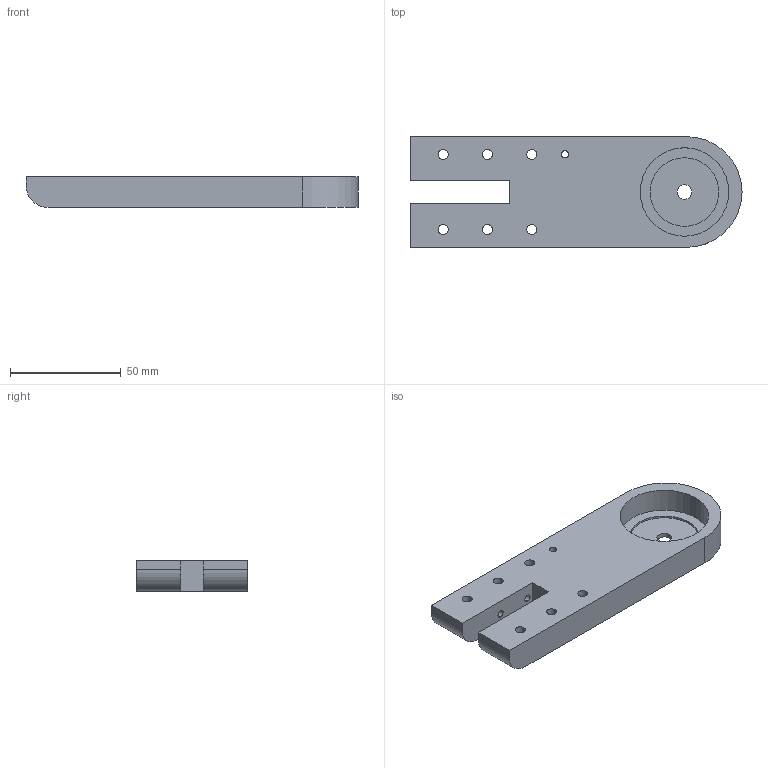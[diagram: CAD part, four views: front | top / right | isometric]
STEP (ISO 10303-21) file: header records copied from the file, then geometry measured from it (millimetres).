
FILE_DESCRIPTION (( 'STEP AP203' ), '1' );
FILE_NAME ('J5 main bearing housing.STEP', '2017-02-18T01:04:05', ( '' ), ( '' ), 'SwSTEP 2.0', 'SolidWorks 2015', '' );
FILE_SCHEMA (( 'CONFIG_CONTROL_DESIGN' ));
Length unit declared in the file: millimetre
Products named in the file (1): J5 main bearing housing
Bounding box: 150 x 50 x 14 mm (x, y, z)
Volume: 77175.1 mm3; surface area: 22729.4 mm2
Topology: 1 solids, 1 shells, 51 faces, 129 edges, 82 vertices
Faces by surface type: cylinder 28, cone 12, plane 11
Entity records: 1672 total; most frequent: DIRECTION 301, CARTESIAN_POINT 263, ORIENTED_EDGE 258, EDGE_CURVE 129, AXIS2_PLACEMENT_3D 120, VERTEX_POINT 82, EDGE_LOOP 73, CIRCLE 68
